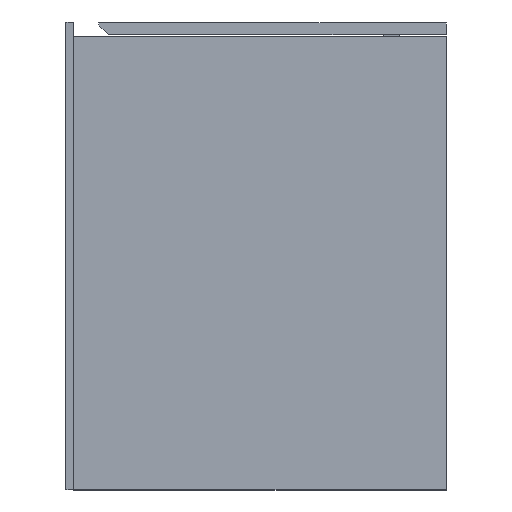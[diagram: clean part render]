
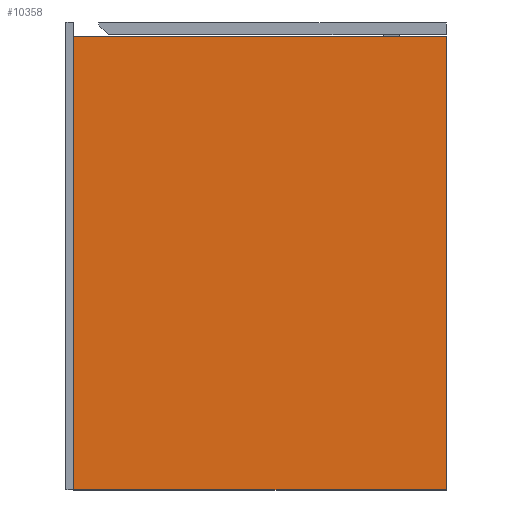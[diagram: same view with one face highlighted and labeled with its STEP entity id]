
A CAD part, left-side view. The second image highlights one B-rep face of the part: STEP entity #10358.
In plain terms, the highlighted planar face has unit normal (-1, 0, 0).
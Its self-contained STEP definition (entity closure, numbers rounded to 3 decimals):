
#325 = EDGE_CURVE ( 'NONE', #7962, #7575, #888, .T. ) ;
#450 = LINE ( 'NONE', #11334, #7099 ) ;
#888 = LINE ( 'NONE', #12873, #19036 ) ;
#1287 = ORIENTED_EDGE ( 'NONE', *, *, #19063, .F. ) ;
#1419 = CARTESIAN_POINT ( 'NONE',  ( 2., 0., -470. ) ) ;
#1664 = VECTOR ( 'NONE', #14085, 1000. ) ;
#4152 = DIRECTION ( 'NONE',  ( 0., 0., -1. ) ) ;
#5068 = EDGE_LOOP ( 'NONE', ( #17701, #11975, #11687, #1287 ) ) ;
#5565 = VERTEX_POINT ( 'NONE', #8556 ) ;
#6360 = LINE ( 'NONE', #15201, #1664 ) ;
#6919 = DIRECTION ( 'NONE',  ( 0., 0., 1. ) ) ;
#7099 = VECTOR ( 'NONE', #17402, 1000. ) ;
#7575 = VERTEX_POINT ( 'NONE', #18950 ) ;
#7962 = VERTEX_POINT ( 'NONE', #1419 ) ;
#8305 = EDGE_CURVE ( 'NONE', #5565, #13250, #450, .T. ) ;
#8556 = CARTESIAN_POINT ( 'NONE',  ( 2., 374., -470. ) ) ;
#9365 = AXIS2_PLACEMENT_3D ( 'NONE', #14653, #11682, #4152 ) ;
#10096 = PLANE ( 'NONE',  #9365 ) ;
#10358 = ADVANCED_FACE ( 'NONE', ( #19148 ), #10096, .F. ) ;
#11334 = CARTESIAN_POINT ( 'NONE',  ( 2., 374., -470. ) ) ;
#11518 = CARTESIAN_POINT ( 'NONE',  ( 2., 829.397, -470. ) ) ;
#11682 = DIRECTION ( 'NONE',  ( 1., 0., 0. ) ) ;
#11687 = ORIENTED_EDGE ( 'NONE', *, *, #325, .T. ) ;
#11975 = ORIENTED_EDGE ( 'NONE', *, *, #14251, .T. ) ;
#12873 = CARTESIAN_POINT ( 'NONE',  ( 2., 0., -470. ) ) ;
#12906 = DIRECTION ( 'NONE',  ( 0., -1., 0. ) ) ;
#13250 = VERTEX_POINT ( 'NONE', #16054 ) ;
#14085 = DIRECTION ( 'NONE',  ( 0., -1., 0. ) ) ;
#14184 = LINE ( 'NONE', #11518, #15837 ) ;
#14251 = EDGE_CURVE ( 'NONE', #5565, #7962, #14184, .T. ) ;
#14653 = CARTESIAN_POINT ( 'NONE',  ( 2., 829.397, -470. ) ) ;
#15201 = CARTESIAN_POINT ( 'NONE',  ( 2., 829.397, -15. ) ) ;
#15837 = VECTOR ( 'NONE', #12906, 1000. ) ;
#16054 = CARTESIAN_POINT ( 'NONE',  ( 2., 374., -15. ) ) ;
#17402 = DIRECTION ( 'NONE',  ( 0., 0., 1. ) ) ;
#17701 = ORIENTED_EDGE ( 'NONE', *, *, #8305, .F. ) ;
#18950 = CARTESIAN_POINT ( 'NONE',  ( 2., 0., -15. ) ) ;
#19036 = VECTOR ( 'NONE', #6919, 1000. ) ;
#19063 = EDGE_CURVE ( 'NONE', #13250, #7575, #6360, .T. ) ;
#19148 = FACE_OUTER_BOUND ( 'NONE', #5068, .T. ) ;
